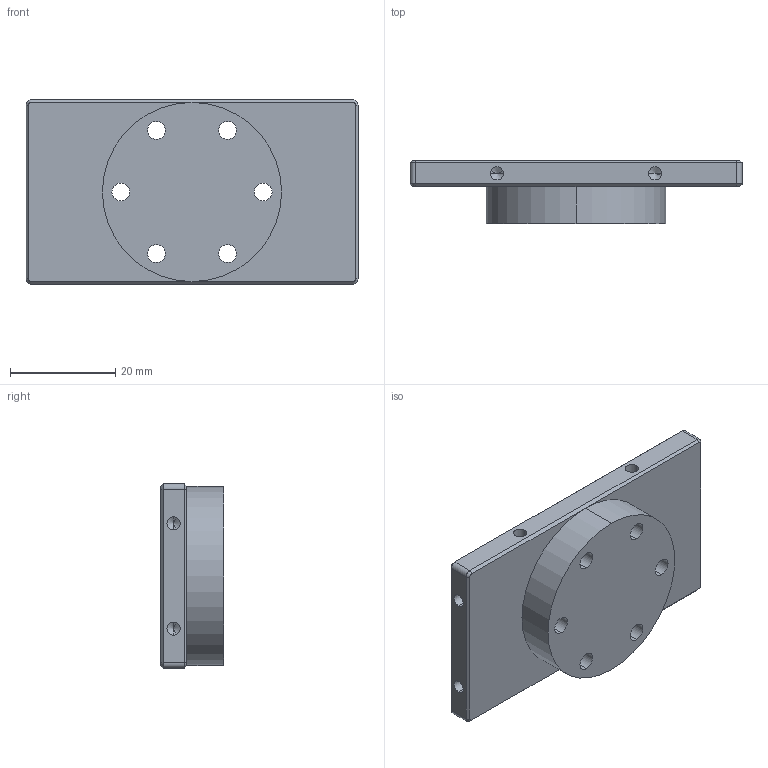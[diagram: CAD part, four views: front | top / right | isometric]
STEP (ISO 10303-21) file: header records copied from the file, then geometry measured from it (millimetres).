
FILE_DESCRIPTION (( 'STEP AP214' ), '1' );
FILE_NAME ('JXS-01-03.STEP', '2026-02-04T18:10:11', ( '1' ), ( '' ), 'SwSTEP 2.0', 'SolidWorks 2020', '' );
FILE_SCHEMA (( 'AUTOMOTIVE_DESIGN' ));
Length unit declared in the file: millimetre
Products named in the file (1): JXS-01-03
Bounding box: 63 x 12 x 35 mm (x, y, z)
Volume: 16076.4 mm3; surface area: 7160.4 mm2
Topology: 1 solids, 1 shells, 92 faces, 216 edges, 124 vertices
Faces by surface type: cylinder 46, cone 24, plane 22
Entity records: 2666 total; most frequent: DIRECTION 486, CARTESIAN_POINT 417, ORIENTED_EDGE 400, EDGE_CURVE 200, AXIS2_PLACEMENT_3D 193, VERTEX_POINT 124, EDGE_LOOP 118, CIRCLE 100
